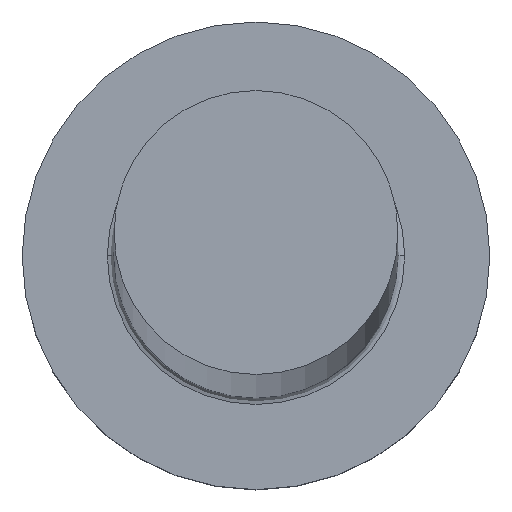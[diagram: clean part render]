
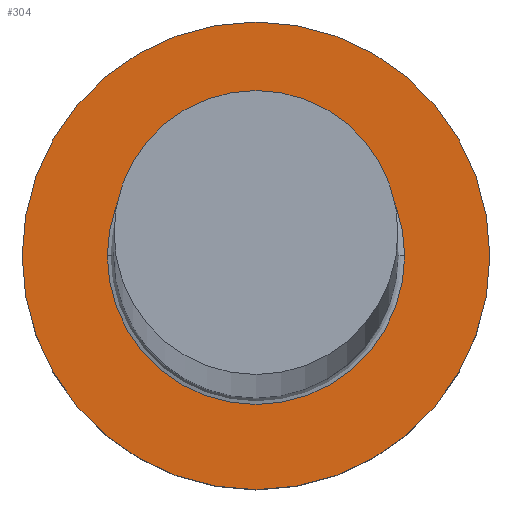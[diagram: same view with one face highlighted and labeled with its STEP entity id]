
A CAD part, top view. The second image highlights one B-rep face of the part: STEP entity #304.
In plain terms, the highlighted planar face has unit normal (0, 0, 1).
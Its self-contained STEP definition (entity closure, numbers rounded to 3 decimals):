
#6 = AXIS2_PLACEMENT_3D ( 'NONE', #52, #148, #142 ) ;
#12 = DIRECTION ( 'NONE',  ( 1., 0., 0. ) ) ;
#23 = CARTESIAN_POINT ( 'NONE',  ( 0., 0., 5. ) ) ;
#28 = ORIENTED_EDGE ( 'NONE', *, *, #44, .T. ) ;
#35 = CARTESIAN_POINT ( 'NONE',  ( -7., 0., 5. ) ) ;
#44 = EDGE_CURVE ( 'NONE', #191, #116, #117, .T. ) ;
#45 = AXIS2_PLACEMENT_3D ( 'NONE', #298, #137, #222 ) ;
#50 = VERTEX_POINT ( 'NONE', #101 ) ;
#52 = CARTESIAN_POINT ( 'NONE',  ( 0., 0., 5. ) ) ;
#62 = CIRCLE ( 'NONE', #45, 4.45 ) ;
#74 = AXIS2_PLACEMENT_3D ( 'NONE', #234, #210, #209 ) ;
#80 = EDGE_CURVE ( 'NONE', #116, #191, #226, .T. ) ;
#98 = AXIS2_PLACEMENT_3D ( 'NONE', #225, #270, #12 ) ;
#101 = CARTESIAN_POINT ( 'NONE',  ( 4.45, 0., 5. ) ) ;
#116 = VERTEX_POINT ( 'NONE', #35 ) ;
#117 = CIRCLE ( 'NONE', #74, 7. ) ;
#121 = FACE_OUTER_BOUND ( 'NONE', #206, .T. ) ;
#136 = CIRCLE ( 'NONE', #98, 4.45 ) ;
#137 = DIRECTION ( 'NONE',  ( 0., 0., -1. ) ) ;
#142 = DIRECTION ( 'NONE',  ( 1., 0., 0. ) ) ;
#148 = DIRECTION ( 'NONE',  ( 0., 0., 1. ) ) ;
#154 = ORIENTED_EDGE ( 'NONE', *, *, #257, .T. ) ;
#185 = DIRECTION ( 'NONE',  ( 0., 0., 1. ) ) ;
#186 = VERTEX_POINT ( 'NONE', #216 ) ;
#191 = VERTEX_POINT ( 'NONE', #238 ) ;
#206 = EDGE_LOOP ( 'NONE', ( #220, #28 ) ) ;
#208 = PLANE ( 'NONE',  #224 ) ;
#209 = DIRECTION ( 'NONE',  ( 1., 0., 0. ) ) ;
#210 = DIRECTION ( 'NONE',  ( 0., 0., 1. ) ) ;
#216 = CARTESIAN_POINT ( 'NONE',  ( -4.45, 0., 5. ) ) ;
#220 = ORIENTED_EDGE ( 'NONE', *, *, #80, .T. ) ;
#222 = DIRECTION ( 'NONE',  ( 1., 0., 0. ) ) ;
#224 = AXIS2_PLACEMENT_3D ( 'NONE', #23, #185, #302 ) ;
#225 = CARTESIAN_POINT ( 'NONE',  ( 0., 0., 5. ) ) ;
#226 = CIRCLE ( 'NONE', #6, 7. ) ;
#232 = EDGE_CURVE ( 'NONE', #50, #186, #62, .T. ) ;
#234 = CARTESIAN_POINT ( 'NONE',  ( 0., 0., 5. ) ) ;
#238 = CARTESIAN_POINT ( 'NONE',  ( 7., 0., 5. ) ) ;
#257 = EDGE_CURVE ( 'NONE', #186, #50, #136, .T. ) ;
#259 = ORIENTED_EDGE ( 'NONE', *, *, #232, .T. ) ;
#270 = DIRECTION ( 'NONE',  ( 0., 0., -1. ) ) ;
#298 = CARTESIAN_POINT ( 'NONE',  ( 0., 0., 5. ) ) ;
#299 = EDGE_LOOP ( 'NONE', ( #259, #154 ) ) ;
#302 = DIRECTION ( 'NONE',  ( 1., 0., 0. ) ) ;
#304 = ADVANCED_FACE ( 'NONE', ( #305, #121 ), #208, .T. ) ;
#305 = FACE_BOUND ( 'NONE', #299, .T. ) ;
